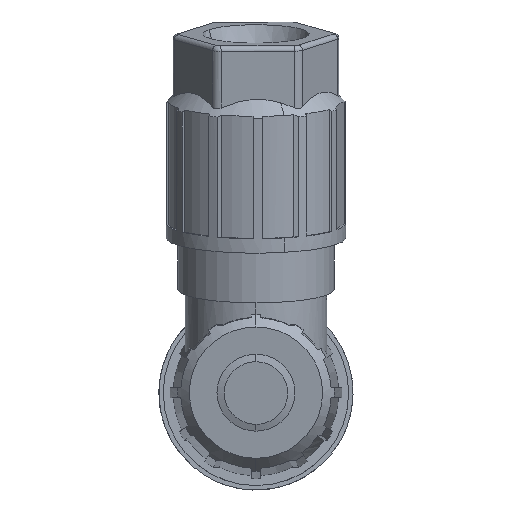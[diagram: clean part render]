
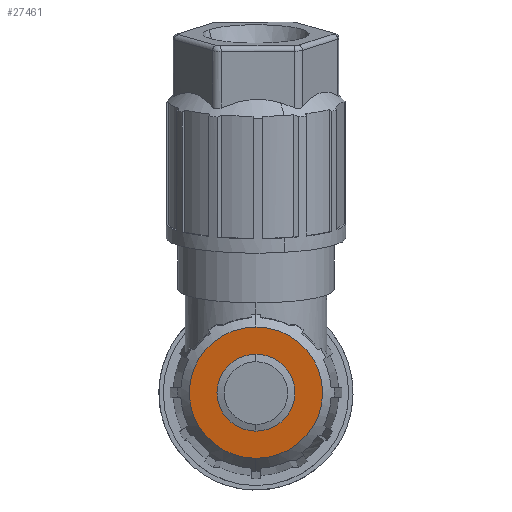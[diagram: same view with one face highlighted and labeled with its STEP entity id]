
A CAD part, top view. The second image highlights one B-rep face of the part: STEP entity #27461.
In plain terms, the highlighted planar face has unit normal (0, -0.174, 0.985).
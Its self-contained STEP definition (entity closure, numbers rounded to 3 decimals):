
#21851=AXIS2_PLACEMENT_3D('Circle Axis2P3D',#21849,#21850,$) ;
#22402=AXIS2_PLACEMENT_3D('Circle Axis2P3D',#22400,#22401,$) ;
#22409=AXIS2_PLACEMENT_3D('Circle Axis2P3D',#22407,#22408,$) ;
#26873=AXIS2_PLACEMENT_3D('Circle Axis2P3D',#26871,#26872,$) ;
#26894=AXIS2_PLACEMENT_3D('Circle Axis2P3D',#26892,#26893,$) ;
#26901=AXIS2_PLACEMENT_3D('Circle Axis2P3D',#26899,#26900,$) ;
#27449=AXIS2_PLACEMENT_3D('Plane Axis2P3D',#27446,#27447,#27448) ;
#21846=CARTESIAN_POINT('Vertex',(9.95,3.198,43.87)) ;
#21849=CARTESIAN_POINT('Axis2P3D Location',(9.95,9.927,45.057)) ;
#21853=CARTESIAN_POINT('Vertex',(9.95,16.656,46.243)) ;
#22400=CARTESIAN_POINT('Axis2P3D Location',(9.95,9.927,45.057)) ;
#22404=CARTESIAN_POINT('Vertex',(16.783,9.927,45.057)) ;
#22407=CARTESIAN_POINT('Axis2P3D Location',(9.95,9.927,45.057)) ;
#26868=CARTESIAN_POINT('Vertex',(9.95,13.866,45.751)) ;
#26871=CARTESIAN_POINT('Axis2P3D Location',(9.95,9.927,45.057)) ;
#26875=CARTESIAN_POINT('Vertex',(9.95,5.988,44.362)) ;
#26892=CARTESIAN_POINT('Axis2P3D Location',(9.95,9.927,45.057)) ;
#26896=CARTESIAN_POINT('Vertex',(13.95,9.927,45.057)) ;
#26899=CARTESIAN_POINT('Axis2P3D Location',(9.95,9.927,45.057)) ;
#27446=CARTESIAN_POINT('Axis2P3D Location',(3.116,3.197,43.87)) ;
#21850=DIRECTION('Axis2P3D Direction',(0.,0.174,-0.985)) ;
#22401=DIRECTION('Axis2P3D Direction',(0.,0.174,-0.985)) ;
#22408=DIRECTION('Axis2P3D Direction',(0.,0.174,-0.985)) ;
#26872=DIRECTION('Axis2P3D Direction',(0.,0.174,-0.985)) ;
#26893=DIRECTION('Axis2P3D Direction',(0.,0.174,-0.985)) ;
#26900=DIRECTION('Axis2P3D Direction',(0.,0.174,-0.985)) ;
#27447=DIRECTION('Axis2P3D Direction',(0.,-0.174,0.985)) ;
#27448=DIRECTION('Axis2P3D XDirection',(0.,-0.985,-0.174)) ;
#27452=ORIENTED_EDGE('',*,*,#22406,.F.) ;
#27453=ORIENTED_EDGE('',*,*,#21855,.F.) ;
#27454=ORIENTED_EDGE('',*,*,#22411,.F.) ;
#27457=ORIENTED_EDGE('',*,*,#26898,.T.) ;
#27458=ORIENTED_EDGE('',*,*,#26903,.T.) ;
#27459=ORIENTED_EDGE('',*,*,#26877,.T.) ;
#27460=FACE_BOUND('',#27456,.T.) ;
#27461=ADVANCED_FACE('Hauptk\X2\00F6\X0\rper',(#27455,#27460),#27450,.T.) ;
#21852=CIRCLE('generated circle',#21851,6.833) ;
#22403=CIRCLE('generated circle',#22402,6.833) ;
#22410=CIRCLE('generated circle',#22409,6.833) ;
#26874=CIRCLE('generated circle',#26873,4.) ;
#26895=CIRCLE('generated circle',#26894,4.) ;
#26902=CIRCLE('generated circle',#26901,4.) ;
#21855=EDGE_CURVE('',#21847,#21854,#21852,.T.) ;
#22406=EDGE_CURVE('',#21854,#22405,#22403,.T.) ;
#22411=EDGE_CURVE('',#22405,#21847,#22410,.T.) ;
#26877=EDGE_CURVE('',#26876,#26869,#26874,.T.) ;
#26898=EDGE_CURVE('',#26869,#26897,#26895,.T.) ;
#26903=EDGE_CURVE('',#26897,#26876,#26902,.T.) ;
#27451=EDGE_LOOP('',(#27452,#27453,#27454)) ;
#27456=EDGE_LOOP('',(#27457,#27458,#27459)) ;
#27455=FACE_OUTER_BOUND('',#27451,.T.) ;
#27450=PLANE('',#27449) ;
#21847=VERTEX_POINT('',#21846) ;
#21854=VERTEX_POINT('',#21853) ;
#22405=VERTEX_POINT('',#22404) ;
#26869=VERTEX_POINT('',#26868) ;
#26876=VERTEX_POINT('',#26875) ;
#26897=VERTEX_POINT('',#26896) ;
